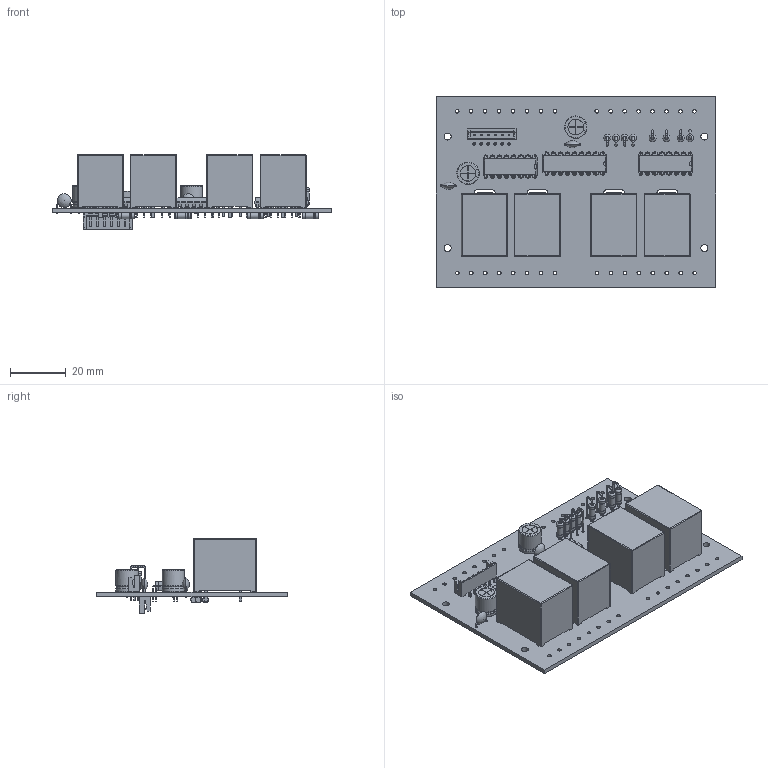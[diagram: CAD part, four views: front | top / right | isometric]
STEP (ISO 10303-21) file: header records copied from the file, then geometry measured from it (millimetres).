
FILE_DESCRIPTION(('KiCad electronic assembly'),'2;1');
FILE_NAME('esp32_blinds_controller.step','2025-03-13T20:36:04',('Pcbnew' ),('Kicad'),'Open CASCADE STEP processor 7.8', 'KiCad to STEP converter','Unknown');
FILE_SCHEMA(('AUTOMOTIVE_DESIGN { 1 0 10303 214 1 1 1 1 }'));
Length unit declared in the file: millimetre
Products named in the file (18): esp32_blinds_controller 1; R_Axial_DIN0207_L6.3mm_D2.5mm_P2.54mm_Vertical; R_Axial_DIN0207_L63mm_D25mm_P254mm_Vertical; Relay_SPDT_Omron-G5LE-1; DIP-16_W7.62mm; CP_Radial_D8.0mm_P3.50mm; CP_Radial_D80mm_P350mm; C_Disc_D5.0mm_W2.5mm_P5.00mm; C_Disc_D50mm_W25mm_P500mm; DIP-18_W7.62mm; JST_EH_B6B-EH-A_1x06_P2.50mm_Vertical; JST_B6B_EH_A; D_MELF; D_MELF_Standard; _autosave-esp32_blinds_controller_PCB
Assembly tree (34 placements, depth 3):
  esp32_blinds_controller 1
    R_Axial_DIN0207_L6.3mm_D2.5mm_P2.54mm_Vertical  x8
      R_Axial_DIN0207_L63mm_D25mm_P254mm_Vertical
    Relay_SPDT_Omron-G5LE-1  x4
      Relay_SPDT_Omron-G5LE-1
    DIP-16_W7.62mm  x2
      DIP-16_W7.62mm
    CP_Radial_D8.0mm_P3.50mm  x2
      CP_Radial_D80mm_P350mm
    C_Disc_D5.0mm_W2.5mm_P5.00mm  x2
      C_Disc_D50mm_W25mm_P500mm
    DIP-18_W7.62mm
      DIP-18_W7.62mm
    JST_EH_B6B-EH-A_1x06_P2.50mm_Vertical  x2
      JST_B6B_EH_A
    D_MELF  x4
      D_MELF_Standard
    _autosave-esp32_blinds_controller_PCB
Bounding box: 100 x 68.25 x 26.8 mm (x, y, z)
Volume: 40845.5 mm3; surface area: 28427.6 mm2
Topology: 26 solids, 28 shells, 2038 faces, 5162 edges, 3258 vertices
Faces by surface type: plane 1361, cylinder 495, bspline 102, torus 36, revolution 24, sphere 20
Full cylindrical faces by diameter (mm): 0.5 x12, 0.6 x32, 0.8 x74, 0.95 x12, 1.3 x52, 2.1 x8, 2.12 x4, 2.2 x8, 2.25 x8, 2.5 x20
Entity records: 44057 total; most frequent: CARTESIAN_POINT 8068, ORIENTED_EDGE 6046, DIRECTION 5766, EDGE_CURVE 3023, LINE 2336, VECTOR 2336, VERTEX_POINT 1934, AXIS2_PLACEMENT_3D 1710
